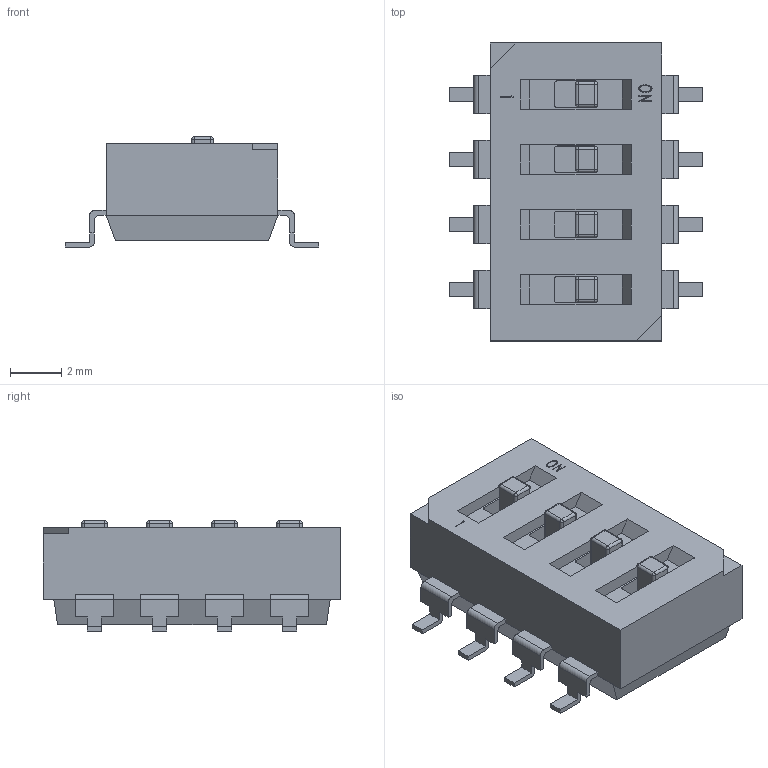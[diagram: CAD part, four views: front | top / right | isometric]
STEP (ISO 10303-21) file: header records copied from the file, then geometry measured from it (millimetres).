
FILE_DESCRIPTION((''),'2;1');
FILE_NAME('SW_CTS_219-4MST.stp','2014-11-17T12:21:06',(''),(''),'Mechanical Desktop 2011','Mechanical Desktop 2011',', , ');
FILE_SCHEMA(('AUTOMOTIVE_DESIGN { 1 2 10303 214 1 1 1 1 }'));
Length unit declared in the file: millimetre
Products named in the file (1): Product
Bounding box: 9.91 x 11.63 x 4.3 mm (x, y, z)
Volume: 280.7 mm3; surface area: 542.8 mm2
Topology: 17 solids, 17 shells, 346 faces, 868 edges, 552 vertices
Faces by surface type: plane 245, cylinder 72, sphere 16, bspline 13
Entity records: 10243 total; most frequent: CARTESIAN_POINT 1902, ORIENTED_EDGE 1704, DIRECTION 1680, EDGE_CURVE 852, VECTOR 692, LINE 692, VERTEX_POINT 552, AXIS2_PLACEMENT_3D 494
